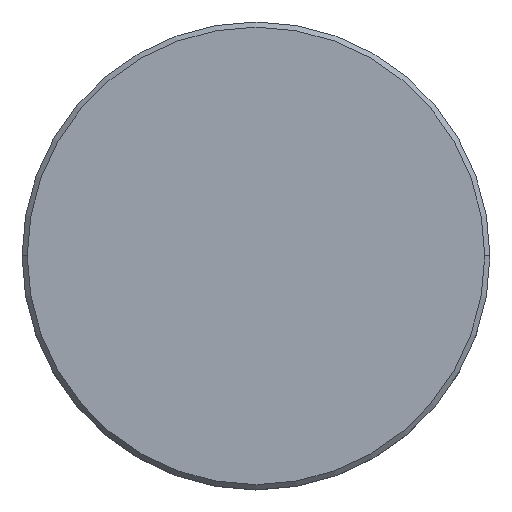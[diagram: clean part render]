
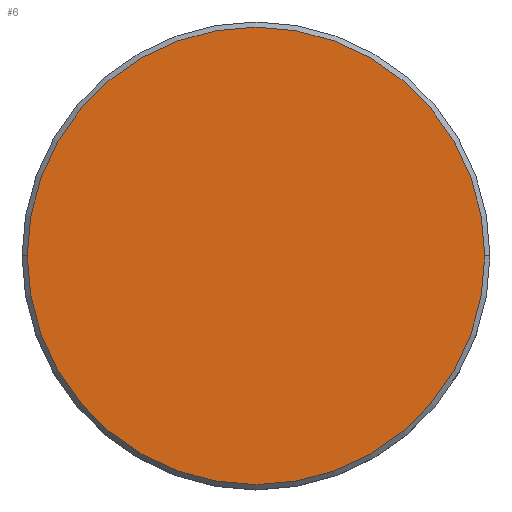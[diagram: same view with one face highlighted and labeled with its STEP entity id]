
A CAD part, top view. The second image highlights one B-rep face of the part: STEP entity #6.
In plain terms, the highlighted planar face has unit normal (0, 0, 1).
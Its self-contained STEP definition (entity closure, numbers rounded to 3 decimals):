
#6 = ADVANCED_FACE ( 'NONE', ( #328 ), #237, .T. ) ;
#46 = DIRECTION ( 'NONE',  ( 0., 0., 1. ) ) ;
#56 = AXIS2_PLACEMENT_3D ( 'NONE', #516, #46, #475 ) ;
#60 = AXIS2_PLACEMENT_3D ( 'NONE', #233, #518, #463 ) ;
#72 = VERTEX_POINT ( 'NONE', #130 ) ;
#116 = ORIENTED_EDGE ( 'NONE', *, *, #258, .T. ) ;
#121 = DIRECTION ( 'NONE',  ( 0., 0., 1. ) ) ;
#130 = CARTESIAN_POINT ( 'NONE',  ( -22., 0., 0. ) ) ;
#145 = CIRCLE ( 'NONE', #405, 22. ) ;
#149 = ORIENTED_EDGE ( 'NONE', *, *, #448, .T. ) ;
#166 = CIRCLE ( 'NONE', #60, 22. ) ;
#189 = EDGE_LOOP ( 'NONE', ( #149, #116 ) ) ;
#233 = CARTESIAN_POINT ( 'NONE',  ( 0., 0., 0. ) ) ;
#237 = PLANE ( 'NONE',  #56 ) ;
#258 = EDGE_CURVE ( 'NONE', #536, #72, #145, .T. ) ;
#263 = DIRECTION ( 'NONE',  ( 1., 0., 0. ) ) ;
#268 = CARTESIAN_POINT ( 'NONE',  ( 0., 0., 0. ) ) ;
#327 = CARTESIAN_POINT ( 'NONE',  ( 22., 0., 0. ) ) ;
#328 = FACE_OUTER_BOUND ( 'NONE', #189, .T. ) ;
#405 = AXIS2_PLACEMENT_3D ( 'NONE', #268, #121, #263 ) ;
#448 = EDGE_CURVE ( 'NONE', #72, #536, #166, .T. ) ;
#463 = DIRECTION ( 'NONE',  ( 1., 0., 0. ) ) ;
#475 = DIRECTION ( 'NONE',  ( 1., 0., 0. ) ) ;
#516 = CARTESIAN_POINT ( 'NONE',  ( 0., 0., 0. ) ) ;
#518 = DIRECTION ( 'NONE',  ( 0., 0., 1. ) ) ;
#536 = VERTEX_POINT ( 'NONE', #327 ) ;
